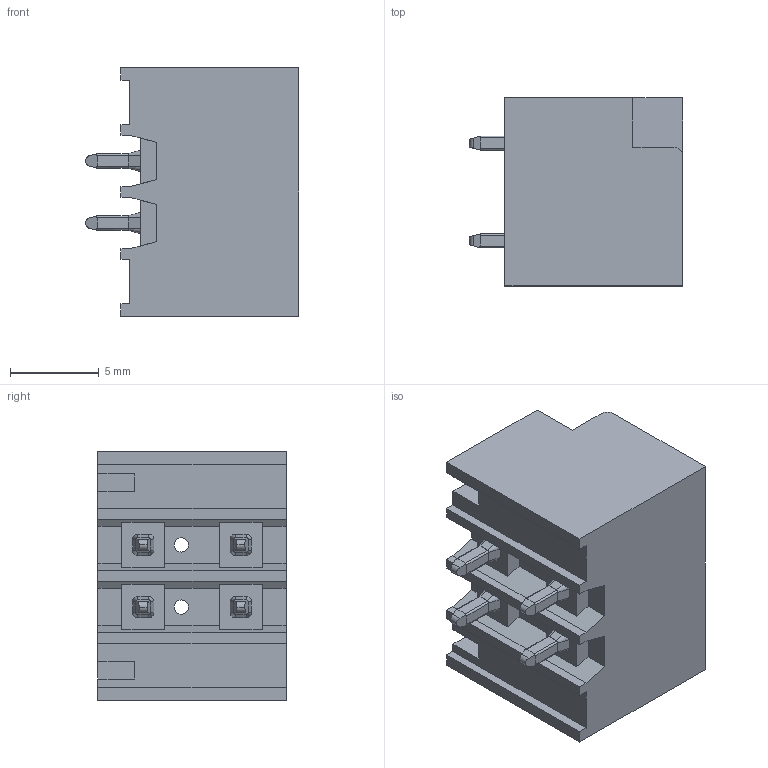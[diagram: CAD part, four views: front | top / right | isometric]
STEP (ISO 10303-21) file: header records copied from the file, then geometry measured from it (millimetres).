
FILE_DESCRIPTION(('SolidDesigner STEP Export'),'2;1');
FILE_NAME('dmcv_1.5-2-g1f-3.5-lr.stp','2011-03-21T11:12:08',(''),(''),'CoCreate Modeling STEP processor for AP214 (Solid Model)','CoCreate Modeling 16.00A 16-Aug-2008 (C) Parametric Technology GmbH','');
FILE_SCHEMA(('AUTOMOTIVE_DESIGN { 1 0 10303 214 1 1 1 1 }'));
Length unit declared in the file: millimetre
Products named in the file (2): dmcv_1.5-2-g1f-3.5-lr
Assembly tree (1 placements, depth 2):
  dmcv_1.5-2-g1f-3.5-lr
    dmcv_1.5-2-g1f-3.5-lr
Bounding box: 12 x 10.6 x 14 mm (x, y, z)
Volume: 900.3 mm3; surface area: 1423.7 mm2
Topology: 1 solids, 1 shells, 374 faces, 1030 edges, 661 vertices
Faces by surface type: plane 234, cylinder 108, cone 32
Entity records: 14255 total; most frequent: ORIENTED_EDGE 2028, CARTESIAN_POINT 1941, DIRECTION 1856, EDGE_CURVE 1014, VECTOR 704, LINE 704, VERTEX_POINT 661, AXIS2_PLACEMENT_3D 576
